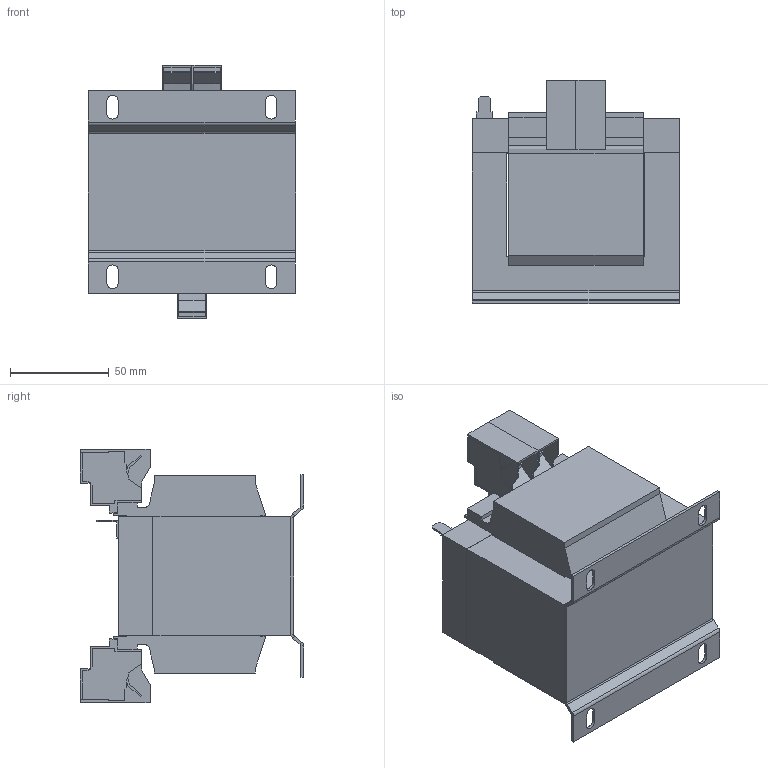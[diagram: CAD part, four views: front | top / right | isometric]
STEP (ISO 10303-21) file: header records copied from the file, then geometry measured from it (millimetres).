
FILE_DESCRIPTION (( 'STEP AP214' ), '1' );
FILE_NAME ('185918.STEP', '2023-08-15T08:30:44', ( '' ), ( '' ), 'SwSTEP 2.0', 'SolidWorks 2018', '' );
FILE_SCHEMA (( 'AUTOMOTIVE_DESIGN' ));
Length unit declared in the file: millimetre
Products named in the file (1): 185918
Bounding box: 105.06 x 113.37 x 128.8 mm (x, y, z)
Volume: 760005.9 mm3; surface area: 100632.7 mm2
Topology: 1 solids, 1 shells, 317 faces, 954 edges, 636 vertices
Faces by surface type: plane 271, cylinder 46
Entity records: 10650 total; most frequent: ORIENTED_EDGE 1908, CARTESIAN_POINT 1908, DIRECTION 1682, EDGE_CURVE 954, LINE 862, VECTOR 862, VERTEX_POINT 636, AXIS2_PLACEMENT_3D 410
